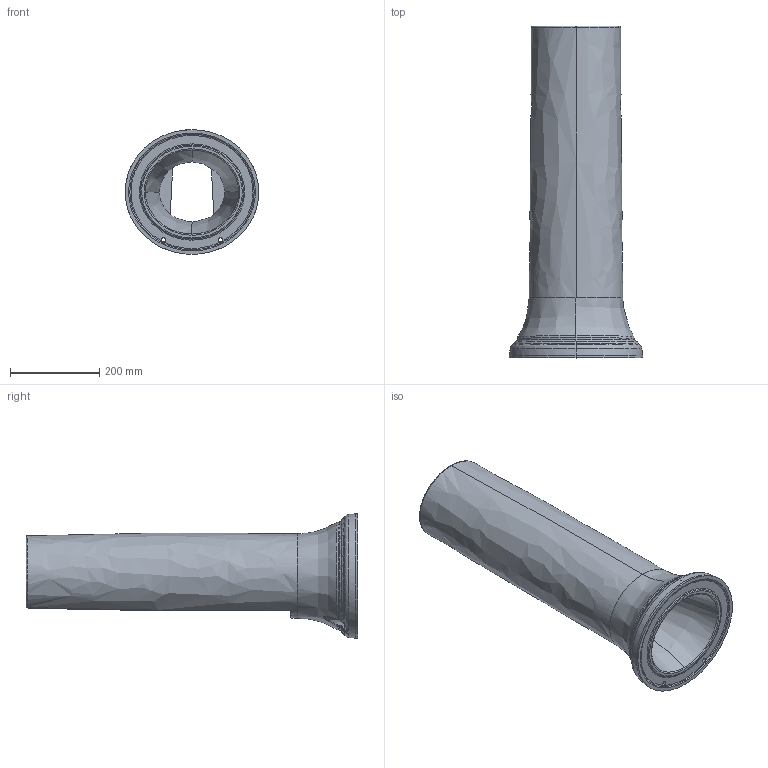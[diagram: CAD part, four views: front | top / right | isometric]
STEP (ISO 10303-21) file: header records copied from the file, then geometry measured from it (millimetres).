
FILE_DESCRIPTION(/* description */ (''),/* implementation_level */ '2;1');
FILE_NAME(/* name */ '1049.stp',/* time_stamp */ '2014-05-29T08:16:44+03:00',/* author */ (''),/* organization */ (''),/* preprocessor_version */ 'ST-DEVELOPER v15',/* originating_system */ 'SIEMENS PLM Software NX 8.5',/* authorisation */ '');
FILE_SCHEMA (('AP203_CONFIGURATION_CONTROLLED_3D_DESIGN_OF_MECHANICAL_PARTS_AND_ASSEMBLIES_MIM_LF { 1 0 10303 403 2 1 2}'));
Products named in the file (1): Cosk13284F10bjc9
Bounding box: 299.99 x 745 x 280 mm (x, y, z)
Volume: 6396214.2 mm3; surface area: 1324455.4 mm2
Topology: 1 solids, 1 shells, 293 faces, 671 edges, 378 vertices
Faces by surface type: bspline 228, plane 27, cylinder 18, sphere 16, extrusion 4
Entity records: 33140 total; most frequent: CARTESIAN_POINT 28437, ORIENTED_EDGE 1338, EDGE_CURVE 669, B_SPLINE_CURVE_WITH_KNOTS 432, DIRECTION 402, VERTEX_POINT 378, EDGE_LOOP 303, ADVANCED_FACE 293
